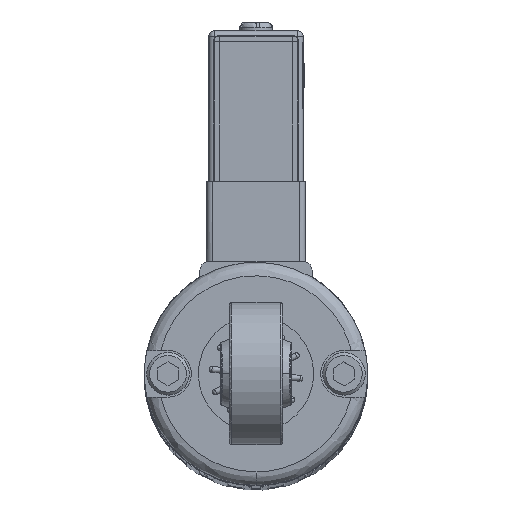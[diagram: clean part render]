
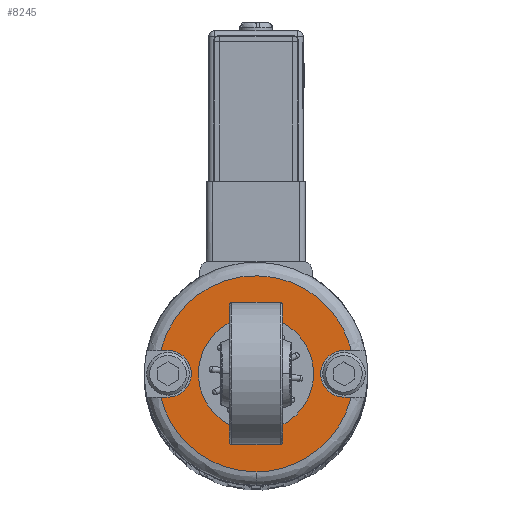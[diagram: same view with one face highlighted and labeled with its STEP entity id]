
A CAD part, top view. The second image highlights one B-rep face of the part: STEP entity #8245.
In plain terms, the highlighted planar face has unit normal (0, 0, 1).
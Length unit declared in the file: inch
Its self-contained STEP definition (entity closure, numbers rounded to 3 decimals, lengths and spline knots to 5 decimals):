
#315 = VERTEX_POINT ( 'NONE', #14940 ) ;
#389 = AXIS2_PLACEMENT_3D ( 'NONE', #17280, #1111, #8297 ) ;
#732 = CARTESIAN_POINT ( 'NONE',  ( 0.43009, 0.99099, 8.4252 ) ) ;
#913 =( BOUNDED_CURVE ( )  B_SPLINE_CURVE ( 3, ( #19980, #11458, #732, #9587 ),
 .UNSPECIFIED., .F., .T. ) 
 B_SPLINE_CURVE_WITH_KNOTS ( ( 4, 4 ),
 ( 0., 1. ),
 .UNSPECIFIED. ) 
 CURVE ( )  GEOMETRIC_REPRESENTATION_ITEM ( )  RATIONAL_B_SPLINE_CURVE ( ( 0.922, 0.454, 0.454, 0.922 ) ) 
 REPRESENTATION_ITEM ( '' )  );
#1047 = CARTESIAN_POINT ( 'NONE',  ( 0.55998, -0.46079, 8.4252 ) ) ;
#1057 = VERTEX_POINT ( 'NONE', #10486 ) ;
#1111 = DIRECTION ( 'NONE',  ( 0., 0., -1. ) ) ;
#1359 = ORIENTED_EDGE ( 'NONE', *, *, #18181, .F. ) ;
#1384 = EDGE_LOOP ( 'NONE', ( #23001, #8143, #2339, #3587, #20915, #9393, #12869, #1359, #22099 ) ) ;
#1423 = CARTESIAN_POINT ( 'NONE',  ( -0.63477, 0.15551, 8.4252 ) ) ;
#1537 = AXIS2_PLACEMENT_3D ( 'NONE', #19081, #20838, #10089 ) ;
#2125 = CARTESIAN_POINT ( 'NONE',  ( 0.58661, 0., 8.4252 ) ) ;
#2339 = ORIENTED_EDGE ( 'NONE', *, *, #17347, .F. ) ;
#2582 = CARTESIAN_POINT ( 'NONE',  ( 0.31272, -0.65354, 8.4252 ) ) ;
#2628 = CARTESIAN_POINT ( 'NONE',  ( 0.64239, 0.66139, 8.4252 ) ) ;
#3587 = ORIENTED_EDGE ( 'NONE', *, *, #8325, .F. ) ;
#3657 = CARTESIAN_POINT ( 'NONE',  ( -0.55998, -0.46079, 8.4252 ) ) ;
#3822 = VERTEX_POINT ( 'NONE', #13571 ) ;
#4066 = EDGE_CURVE ( 'NONE', #315, #13094, #4617, .T. ) ;
#4206 = EDGE_CURVE ( 'NONE', #19515, #315, #22411, .T. ) ;
#4235 = CARTESIAN_POINT ( 'NONE',  ( 0.63477, -0.15551, 8.4252 ) ) ;
#4373 = CARTESIAN_POINT ( 'NONE',  ( -0.72766, 0.15551, 8.4252 ) ) ;
#4427 = AXIS2_PLACEMENT_3D ( 'NONE', #2628, #6164, #9929 ) ;
#4617 =( BOUNDED_CURVE ( )  B_SPLINE_CURVE ( 3, ( #5892, #5658, #3657, #11081 ),
 .UNSPECIFIED., .F., .F. ) 
 B_SPLINE_CURVE_WITH_KNOTS ( ( 4, 4 ),
 ( 0., 1. ),
 .UNSPECIFIED. ) 
 CURVE ( )  GEOMETRIC_REPRESENTATION_ITEM ( )  RATIONAL_B_SPLINE_CURVE ( ( 0.957, 0.817, 0.813, 0.944 ) ) 
 REPRESENTATION_ITEM ( '' )  );
#4756 = EDGE_CURVE ( 'NONE', #1057, #1057, #10945, .T. ) ;
#5332 = LINE ( 'NONE', #14293, #16927 ) ;
#5489 = LINE ( 'NONE', #9031, #14967 ) ;
#5658 = CARTESIAN_POINT ( 'NONE',  ( -0.31272, -0.65354, 8.4252 ) ) ;
#5892 = CARTESIAN_POINT ( 'NONE',  ( 0., -0.65354, 8.4252 ) ) ;
#6048 = ORIENTED_EDGE ( 'NONE', *, *, #4756, .F. ) ;
#6164 = DIRECTION ( 'NONE',  ( 0., 0., -1. ) ) ;
#6309 = CARTESIAN_POINT ( 'NONE',  ( 0.72766, -0.15551, 8.4252 ) ) ;
#6507 = PLANE ( 'NONE',  #4427 ) ;
#7025 = CARTESIAN_POINT ( 'NONE',  ( -0.63477, -0.15551, 8.4252 ) ) ;
#7309 = VECTOR ( 'NONE', #11449, 39.37008 ) ;
#7316 = CIRCLE ( 'NONE', #18650, 0.15551 ) ;
#8143 = ORIENTED_EDGE ( 'NONE', *, *, #9378, .T. ) ;
#8245 = ADVANCED_FACE ( 'NONE', ( #18930, #18815 ), #6507, .F. ) ;
#8297 = DIRECTION ( 'NONE',  ( 0., 1., 0. ) ) ;
#8325 = EDGE_CURVE ( 'NONE', #10870, #3822, #5332, .T. ) ;
#9031 = CARTESIAN_POINT ( 'NONE',  ( 0.64239, -0.15551, 8.4252 ) ) ;
#9378 = EDGE_CURVE ( 'NONE', #19515, #15547, #18962, .T. ) ;
#9393 = ORIENTED_EDGE ( 'NONE', *, *, #13636, .T. ) ;
#9587 = CARTESIAN_POINT ( 'NONE',  ( 0.63477, 0.15551, 8.4252 ) ) ;
#9655 = CARTESIAN_POINT ( 'NONE',  ( 0.63477, 0.15551, 8.4252 ) ) ;
#9929 = DIRECTION ( 'NONE',  ( 0., -1., 0. ) ) ;
#10089 = DIRECTION ( 'NONE',  ( -0.102, -0.995, 0. ) ) ;
#10486 = CARTESIAN_POINT ( 'NONE',  ( -0.03923, -0.38185, 8.4252 ) ) ;
#10870 = VERTEX_POINT ( 'NONE', #9655 ) ;
#10945 = CIRCLE ( 'NONE', #1537, 0.38386 ) ;
#11081 = CARTESIAN_POINT ( 'NONE',  ( -0.63477, -0.15551, 8.4252 ) ) ;
#11220 = LINE ( 'NONE', #4373, #7309 ) ;
#11449 = DIRECTION ( 'NONE',  ( 1., 0., 0. ) ) ;
#11458 = CARTESIAN_POINT ( 'NONE',  ( -0.43009, 0.99099, 8.4252 ) ) ;
#12447 = VECTOR ( 'NONE', #22029, 39.37008 ) ;
#12869 = ORIENTED_EDGE ( 'NONE', *, *, #21592, .T. ) ;
#13094 = VERTEX_POINT ( 'NONE', #7025 ) ;
#13571 = CARTESIAN_POINT ( 'NONE',  ( 0.58661, 0.15551, 8.4252 ) ) ;
#13636 = EDGE_CURVE ( 'NONE', #17265, #19333, #11220, .T. ) ;
#14293 = CARTESIAN_POINT ( 'NONE',  ( 0.64239, 0.15551, 8.4252 ) ) ;
#14808 = DIRECTION ( 'NONE',  ( 1., 0., 0. ) ) ;
#14940 = CARTESIAN_POINT ( 'NONE',  ( 0., -0.65354, 8.4252 ) ) ;
#14967 = VECTOR ( 'NONE', #14808, 39.37008 ) ;
#15008 = CARTESIAN_POINT ( 'NONE',  ( -0.58661, -0.15551, 8.4252 ) ) ;
#15352 = CARTESIAN_POINT ( 'NONE',  ( -0.58661, 0.15551, 8.4252 ) ) ;
#15547 = VERTEX_POINT ( 'NONE', #21193 ) ;
#16646 = DIRECTION ( 'NONE',  ( 0., 0., 1. ) ) ;
#16848 = EDGE_CURVE ( 'NONE', #17265, #10870, #913, .T. ) ;
#16927 = VECTOR ( 'NONE', #22913, 39.37008 ) ;
#17265 = VERTEX_POINT ( 'NONE', #1423 ) ;
#17280 = CARTESIAN_POINT ( 'NONE',  ( -0.58661, 0., 8.4252 ) ) ;
#17347 = EDGE_CURVE ( 'NONE', #3822, #15547, #7316, .T. ) ;
#17354 = CIRCLE ( 'NONE', #389, 0.15551 ) ;
#18181 = EDGE_CURVE ( 'NONE', #13094, #19217, #5489, .T. ) ;
#18650 = AXIS2_PLACEMENT_3D ( 'NONE', #2125, #16646, #20309 ) ;
#18815 = FACE_OUTER_BOUND ( 'NONE', #1384, .T. ) ;
#18930 = FACE_BOUND ( 'NONE', #23195, .T. ) ;
#18962 = LINE ( 'NONE', #6309, #12447 ) ;
#18976 = CARTESIAN_POINT ( 'NONE',  ( 0.63477, -0.15551, 8.4252 ) ) ;
#19081 = CARTESIAN_POINT ( 'NONE',  ( 0., 0., 8.4252 ) ) ;
#19217 = VERTEX_POINT ( 'NONE', #15008 ) ;
#19333 = VERTEX_POINT ( 'NONE', #15352 ) ;
#19515 = VERTEX_POINT ( 'NONE', #18976 ) ;
#19980 = CARTESIAN_POINT ( 'NONE',  ( -0.63477, 0.15551, 8.4252 ) ) ;
#20309 = DIRECTION ( 'NONE',  ( 0., 1., 0. ) ) ;
#20838 = DIRECTION ( 'NONE',  ( 0., 0., 1. ) ) ;
#20915 = ORIENTED_EDGE ( 'NONE', *, *, #16848, .F. ) ;
#21193 = CARTESIAN_POINT ( 'NONE',  ( 0.58661, -0.15551, 8.4252 ) ) ;
#21592 = EDGE_CURVE ( 'NONE', #19333, #19217, #17354, .T. ) ;
#22029 = DIRECTION ( 'NONE',  ( -1., 0., 0. ) ) ;
#22099 = ORIENTED_EDGE ( 'NONE', *, *, #4066, .F. ) ;
#22409 = CARTESIAN_POINT ( 'NONE',  ( 0., -0.65354, 8.4252 ) ) ;
#22411 =( BOUNDED_CURVE ( )  B_SPLINE_CURVE ( 3, ( #4235, #1047, #2582, #22409 ),
 .UNSPECIFIED., .F., .F. ) 
 B_SPLINE_CURVE_WITH_KNOTS ( ( 4, 4 ),
 ( 0., 1. ),
 .UNSPECIFIED. ) 
 CURVE ( )  GEOMETRIC_REPRESENTATION_ITEM ( )  RATIONAL_B_SPLINE_CURVE ( ( 0.944, 0.813, 0.817, 0.957 ) ) 
 REPRESENTATION_ITEM ( '' )  );
#22913 = DIRECTION ( 'NONE',  ( -1., 0., 0. ) ) ;
#23001 = ORIENTED_EDGE ( 'NONE', *, *, #4206, .F. ) ;
#23195 = EDGE_LOOP ( 'NONE', ( #6048 ) ) ;
